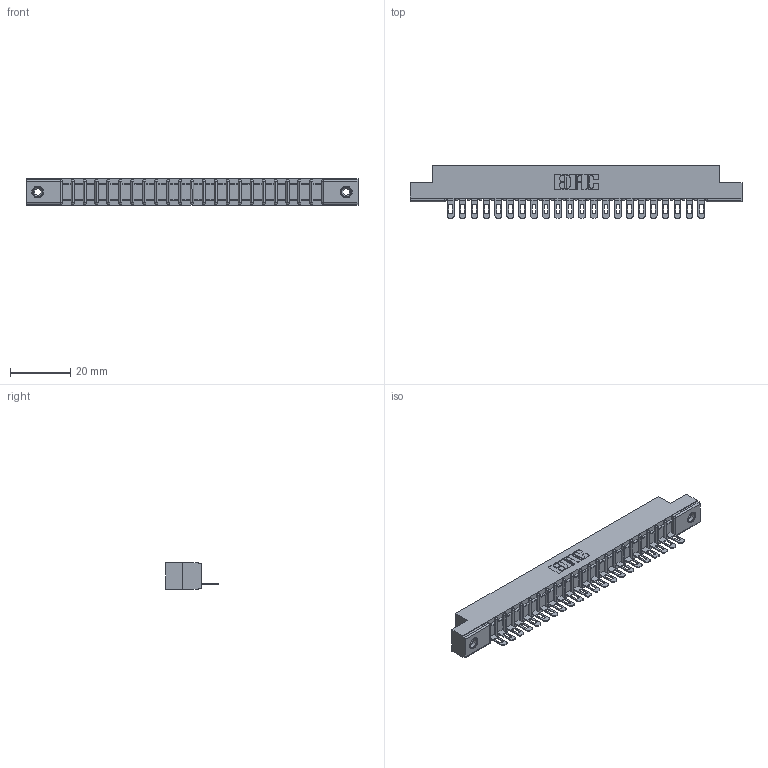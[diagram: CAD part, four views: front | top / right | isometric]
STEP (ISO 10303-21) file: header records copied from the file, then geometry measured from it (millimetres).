
FILE_DESCRIPTION (( 'STEP AP203' ), '1' );
FILE_NAME ('357-022-401-108.STEP', '2020-10-01T08:40:17', ( '' ), ( '' ), 'SwSTEP 2.0', 'SolidWorks 2020', '' );
FILE_SCHEMA (( 'CONFIG_CONTROL_DESIGN' ));
Length unit declared in the file: inch
Products named in the file (4): 345-250-001_345-250-003-102; 357-022-401-108; 307 Part_.156 Dia Mounting Holes; 307-290-002_501
Assembly tree (25 placements, depth 2):
  357-022-401-108
    307 Part_.156 Dia Mounting Holes
    307-290-002_501  x22
    345-250-001_345-250-003-102  x2
Bounding box: 110.19 x 17.42 x 8.71 mm (x, y, z)
Volume: 7286.9 mm3; surface area: 13420.4 mm2
Topology: 25 solids, 25 shells, 1873 faces, 5695 edges, 3726 vertices
Faces by surface type: plane 1070, cylinder 741, sphere 46, cone 12, torus 4
Entity records: 23305 total; most frequent: CARTESIAN_POINT 3907, ORIENTED_EDGE 3890, DIRECTION 3819, EDGE_CURVE 1945, LINE 1475, VECTOR 1475, VERTEX_POINT 1260, AXIS2_PLACEMENT_3D 1172
